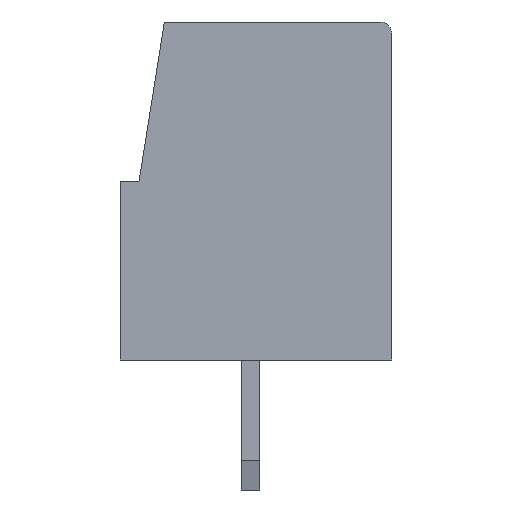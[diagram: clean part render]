
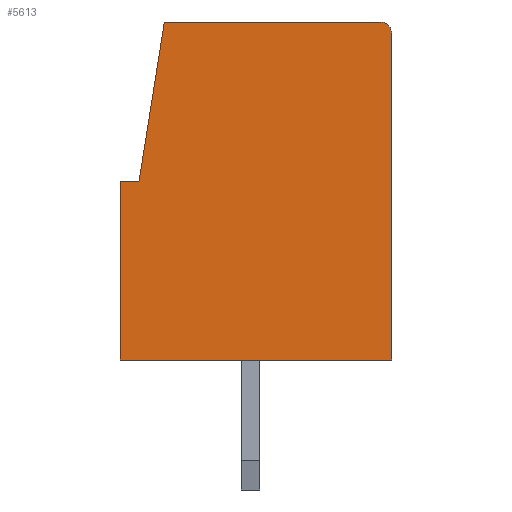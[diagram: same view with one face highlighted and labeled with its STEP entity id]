
A CAD part, left-side view. The second image highlights one B-rep face of the part: STEP entity #5613.
In plain terms, the highlighted planar face has unit normal (-1, 0, 0).
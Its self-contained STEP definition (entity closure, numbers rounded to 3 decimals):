
#102=PLANE('',#6596);
#354=CIRCLE('',#6561,0.3);
#544=ORIENTED_EDGE('',*,*,#2111,.T.);
#545=ORIENTED_EDGE('',*,*,#2042,.F.);
#546=ORIENTED_EDGE('',*,*,#2079,.F.);
#547=ORIENTED_EDGE('',*,*,#2090,.T.);
#548=ORIENTED_EDGE('',*,*,#2093,.T.);
#549=ORIENTED_EDGE('',*,*,#2068,.T.);
#550=ORIENTED_EDGE('',*,*,#2117,.T.);
#2042=EDGE_CURVE('',#2858,#2856,#354,.T.);
#2068=EDGE_CURVE('',#2877,#2878,#3422,.T.);
#2079=EDGE_CURVE('',#2886,#2858,#3432,.T.);
#2090=EDGE_CURVE('',#2886,#2893,#3440,.T.);
#2093=EDGE_CURVE('',#2893,#2877,#3443,.T.);
#2111=EDGE_CURVE('',#2905,#2856,#3459,.T.);
#2117=EDGE_CURVE('',#2878,#2905,#3465,.T.);
#2856=VERTEX_POINT('',#8419);
#2858=VERTEX_POINT('',#8423);
#2877=VERTEX_POINT('',#8478);
#2878=VERTEX_POINT('',#8479);
#2886=VERTEX_POINT('',#8498);
#2893=VERTEX_POINT('',#8522);
#2905=VERTEX_POINT('',#8562);
#3422=LINE('',#8477,#4184);
#3432=LINE('',#8499,#4194);
#3440=LINE('',#8521,#4202);
#3443=LINE('',#8527,#4205);
#3459=LINE('',#8561,#4221);
#3465=LINE('',#8573,#4227);
#4184=VECTOR('',#6976,1000.);
#4194=VECTOR('',#6990,1000.);
#4202=VECTOR('',#7014,1000.);
#4205=VECTOR('',#7019,1000.);
#4221=VECTOR('',#7051,1000.);
#4227=VECTOR('',#7059,1000.);
#4948=EDGE_LOOP('',(#544,#545,#546,#547,#548,#549,#550));
#5270=FACE_BOUND('',#4948,.T.);
#5613=ADVANCED_FACE('',(#5270),#102,.F.);
#6561=AXIS2_PLACEMENT_3D('',#8424,#6931,#6932);
#6596=AXIS2_PLACEMENT_3D('',#8599,#7083,#7084);
#6931=DIRECTION('',(1.,0.,0.));
#6932=DIRECTION('',(0.,-1.,0.));
#6976=DIRECTION('',(0.,0.,-1.));
#6990=DIRECTION('',(0.,-1.,0.));
#7014=DIRECTION('',(0.,0.156,-0.988));
#7019=DIRECTION('',(0.,1.,0.));
#7051=DIRECTION('',(0.,0.,1.));
#7059=DIRECTION('',(0.,-1.,0.));
#7083=DIRECTION('',(1.,0.,0.));
#7084=DIRECTION('',(0.,0.,1.));
#8419=CARTESIAN_POINT('',(-1.75,-7.3,8.8));
#8423=CARTESIAN_POINT('',(-1.75,-7.,9.1));
#8424=CARTESIAN_POINT('',(-1.75,-7.,8.8));
#8477=CARTESIAN_POINT('',(-1.75,0.,0.));
#8478=CARTESIAN_POINT('',(-1.75,0.,4.8));
#8479=CARTESIAN_POINT('',(-1.75,0.,0.));
#8498=CARTESIAN_POINT('',(-1.75,-1.181,9.1));
#8499=CARTESIAN_POINT('',(-1.75,-3.5,9.1));
#8521=CARTESIAN_POINT('',(-1.75,0.26,0.));
#8522=CARTESIAN_POINT('',(-1.75,-0.5,4.8));
#8527=CARTESIAN_POINT('',(-1.75,-3.5,4.8));
#8561=CARTESIAN_POINT('',(-1.75,-7.3,0.));
#8562=CARTESIAN_POINT('',(-1.75,-7.3,0.));
#8573=CARTESIAN_POINT('',(-1.75,-3.5,0.));
#8599=CARTESIAN_POINT('',(-1.75,-11.88,0.));
